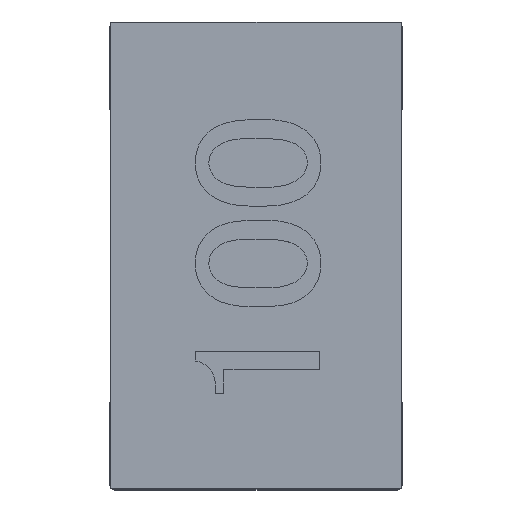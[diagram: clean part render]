
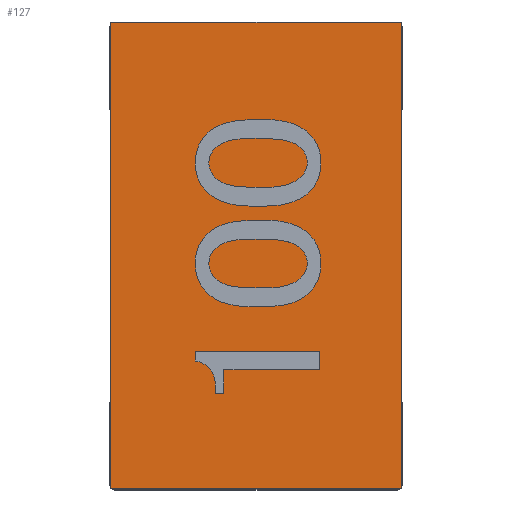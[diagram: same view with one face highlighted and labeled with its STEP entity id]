
A CAD part, top view. The second image highlights one B-rep face of the part: STEP entity #127.
In plain terms, the highlighted free-form (B-spline) face has degree [1, 1] with [2, 2] control points.
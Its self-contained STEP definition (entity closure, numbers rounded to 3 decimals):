
#27=CARTESIAN_POINT('',(0.532,-0.853,0.486));
#28=VERTEX_POINT('',#27);
#34=CARTESIAN_POINT('',(-0.532,-0.853,0.486));
#35=VERTEX_POINT('',#34);
#36=CARTESIAN_POINT('',(0.532,-0.853,0.486));
#37=CARTESIAN_POINT('',(-0.532,-0.853,0.486));
#38=B_SPLINE_CURVE_WITH_KNOTS('',1,(#36,#37),.UNSPECIFIED.,.F.,.U.,(2,2),(0.,1.),.UNSPECIFIED.);
#39=EDGE_CURVE('',#28,#35,#38,.T.);
#63=CARTESIAN_POINT('',(0.532,0.853,0.486));
#64=VERTEX_POINT('',#63);
#70=CARTESIAN_POINT('',(-0.532,0.853,0.486));
#71=VERTEX_POINT('',#70);
#72=CARTESIAN_POINT('',(0.532,0.853,0.486));
#73=CARTESIAN_POINT('',(-0.532,0.853,0.486));
#74=B_SPLINE_CURVE_WITH_KNOTS('',1,(#72,#73),.UNSPECIFIED.,.F.,.U.,(2,2),(0.,1.),.UNSPECIFIED.);
#75=EDGE_CURVE('',#64,#71,#74,.T.);
#98=CARTESIAN_POINT('',(0.532,-0.853,0.486));
#99=CARTESIAN_POINT('',(0.532,0.853,0.486));
#100=B_SPLINE_CURVE_WITH_KNOTS('',1,(#98,#99),.UNSPECIFIED.,.F.,.U.,(2,2),(0.,1.),.UNSPECIFIED.);
#101=EDGE_CURVE('',#28,#64,#100,.T.);
#112=CARTESIAN_POINT('',(0.532,-0.853,0.486));
#113=CARTESIAN_POINT('',(0.532,0.853,0.486));
#114=CARTESIAN_POINT('',(-0.532,-0.853,0.486));
#115=CARTESIAN_POINT('',(-0.532,0.853,0.486));
#116=B_SPLINE_SURFACE_WITH_KNOTS('',1,1,((#112,#113),(#114,#115)),.PLANE_SURF.,.F.,.F.,.U.,(2,2),(2,2),(0.,1.),(0.,1.),.UNSPECIFIED.);
#117=ORIENTED_EDGE('',*,*,#39,.T.);
#118=CARTESIAN_POINT('',(-0.532,-0.853,0.486));
#119=CARTESIAN_POINT('',(-0.532,0.853,0.486));
#120=B_SPLINE_CURVE_WITH_KNOTS('',1,(#118,#119),.UNSPECIFIED.,.F.,.U.,(2,2),(0.,1.),.UNSPECIFIED.);
#121=EDGE_CURVE('',#35,#71,#120,.T.);
#122=ORIENTED_EDGE('',*,*,#121,.T.);
#123=ORIENTED_EDGE('',*,*,#75,.F.);
#124=ORIENTED_EDGE('',*,*,#101,.F.);
#125=EDGE_LOOP('',(#117,#122,#123,#124));
#126=FACE_OUTER_BOUND('',#125,.F.);
#127=ADVANCED_FACE('',(#126),#116,.F.);
